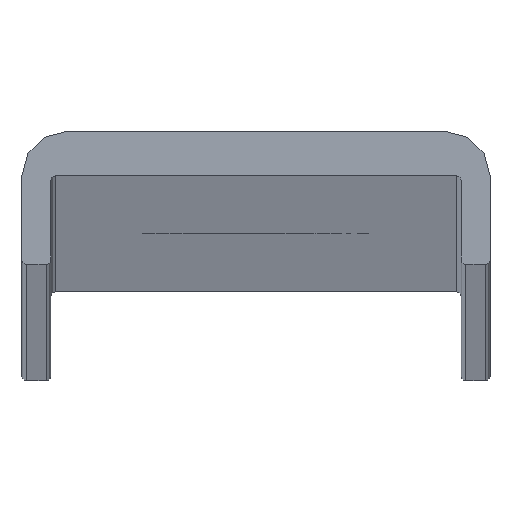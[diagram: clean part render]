
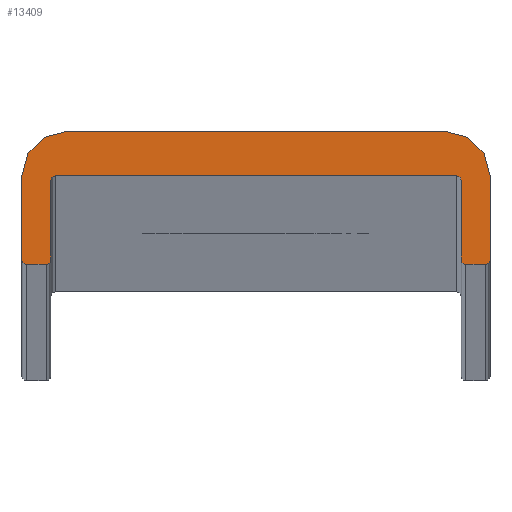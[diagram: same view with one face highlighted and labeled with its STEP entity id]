
A CAD part, top view. The second image highlights one B-rep face of the part: STEP entity #13409.
In plain terms, the highlighted planar face has unit normal (0, 0, 1).
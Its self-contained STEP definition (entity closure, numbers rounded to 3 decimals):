
#115 = VECTOR ( 'NONE', #8808, 1000. ) ;
#149 = EDGE_CURVE ( 'NONE', #14959, #2884, #18433, .T. ) ;
#177 = EDGE_CURVE ( 'NONE', #4951, #4972, #6331, .T. ) ;
#253 = EDGE_CURVE ( 'NONE', #5118, #1925, #2052, .T. ) ;
#318 = DIRECTION ( 'NONE',  ( -1., 0., 0. ) ) ;
#447 = CARTESIAN_POINT ( 'NONE',  ( 10.35, 0.2, 1500. ) ) ;
#463 = CIRCLE ( 'NONE', #17344, 0.2 ) ;
#590 = CARTESIAN_POINT ( 'NONE',  ( -9.45, 0.2, 1500. ) ) ;
#605 = CARTESIAN_POINT ( 'NONE',  ( 9.05, 4., 1500. ) ) ;
#622 = AXIS2_PLACEMENT_3D ( 'NONE', #6109, #9024, #14535 ) ;
#1001 = CARTESIAN_POINT ( 'NONE',  ( -9.25, 3.8, 1500. ) ) ;
#1156 = VECTOR ( 'NONE', #2932, 1000. ) ;
#1352 = ORIENTED_EDGE ( 'NONE', *, *, #12934, .T. ) ;
#1462 = DIRECTION ( 'NONE',  ( 1., 0., 0. ) ) ;
#1523 = CARTESIAN_POINT ( 'NONE',  ( -9.05, 4., 1500. ) ) ;
#1704 = DIRECTION ( 'NONE',  ( 1., 0., 0. ) ) ;
#1743 = DIRECTION ( 'NONE',  ( 0., 0., 1. ) ) ;
#1925 = VERTEX_POINT ( 'NONE', #13655 ) ;
#2052 = CIRCLE ( 'NONE', #4842, 0.2 ) ;
#2229 = VECTOR ( 'NONE', #2700, 1000. ) ;
#2309 = DIRECTION ( 'NONE',  ( 0., 0., -1. ) ) ;
#2700 = DIRECTION ( 'NONE',  ( 0., 1., 0. ) ) ;
#2810 = CARTESIAN_POINT ( 'NONE',  ( -8.55, 6., 1500. ) ) ;
#2884 = VERTEX_POINT ( 'NONE', #14134 ) ;
#2892 = CARTESIAN_POINT ( 'NONE',  ( -10.55, 0.2, 1500. ) ) ;
#2932 = DIRECTION ( 'NONE',  ( -1., 0., 0. ) ) ;
#3362 = LINE ( 'NONE', #11564, #16049 ) ;
#3548 = CARTESIAN_POINT ( 'NONE',  ( -9.25, 0.2, 1500. ) ) ;
#3666 = DIRECTION ( 'NONE',  ( 1., 0., 0. ) ) ;
#3734 = CARTESIAN_POINT ( 'NONE',  ( 9.25, 3.8, 1500. ) ) ;
#3777 = CARTESIAN_POINT ( 'NONE',  ( -9.45, 0., 1500. ) ) ;
#3823 = DIRECTION ( 'NONE',  ( 0., 1., 0. ) ) ;
#3836 = ORIENTED_EDGE ( 'NONE', *, *, #17322, .T. ) ;
#3961 = CARTESIAN_POINT ( 'NONE',  ( 9.05, 3.8, 1500. ) ) ;
#4267 = EDGE_CURVE ( 'NONE', #2884, #17352, #12093, .T. ) ;
#4566 = VERTEX_POINT ( 'NONE', #5177 ) ;
#4758 = VERTEX_POINT ( 'NONE', #18320 ) ;
#4842 = AXIS2_PLACEMENT_3D ( 'NONE', #3961, #12343, #8198 ) ;
#4951 = VERTEX_POINT ( 'NONE', #7460 ) ;
#4957 = ORIENTED_EDGE ( 'NONE', *, *, #10443, .T. ) ;
#4959 = EDGE_CURVE ( 'NONE', #10720, #13565, #17633, .T. ) ;
#4972 = VERTEX_POINT ( 'NONE', #7337 ) ;
#5118 = VERTEX_POINT ( 'NONE', #605 ) ;
#5142 = AXIS2_PLACEMENT_3D ( 'NONE', #12357, #5163, #3666 ) ;
#5150 = LINE ( 'NONE', #18227, #2229 ) ;
#5163 = DIRECTION ( 'NONE',  ( 0., 0., 1. ) ) ;
#5170 = ORIENTED_EDGE ( 'NONE', *, *, #4267, .T. ) ;
#5177 = CARTESIAN_POINT ( 'NONE',  ( -10.55, 4., 1500. ) ) ;
#5412 = ORIENTED_EDGE ( 'NONE', *, *, #149, .T. ) ;
#5551 = EDGE_CURVE ( 'NONE', #7589, #13245, #463, .T. ) ;
#5558 = DIRECTION ( 'NONE',  ( 0., -1., 0. ) ) ;
#5794 = EDGE_CURVE ( 'NONE', #4972, #14959, #3362, .T. ) ;
#5842 = VECTOR ( 'NONE', #5558, 1000. ) ;
#6109 = CARTESIAN_POINT ( 'NONE',  ( 9.45, 0.2, 1500. ) ) ;
#6331 = CIRCLE ( 'NONE', #622, 0.2 ) ;
#6391 = VECTOR ( 'NONE', #1462, 1000. ) ;
#6814 = CARTESIAN_POINT ( 'NONE',  ( -10.55, 0.2, 1500. ) ) ;
#6829 = CARTESIAN_POINT ( 'NONE',  ( -9.05, 3.8, 1500. ) ) ;
#6987 = EDGE_CURVE ( 'NONE', #13245, #7024, #5150, .T. ) ;
#6989 = VECTOR ( 'NONE', #3823, 1000. ) ;
#7024 = VERTEX_POINT ( 'NONE', #1001 ) ;
#7337 = CARTESIAN_POINT ( 'NONE',  ( 9.45, 0., 1500. ) ) ;
#7460 = CARTESIAN_POINT ( 'NONE',  ( 9.25, 0.2, 1500. ) ) ;
#7514 = CARTESIAN_POINT ( 'NONE',  ( 8.55, 4., 1500. ) ) ;
#7589 = VERTEX_POINT ( 'NONE', #3777 ) ;
#7956 = ORIENTED_EDGE ( 'NONE', *, *, #5794, .T. ) ;
#8088 = LINE ( 'NONE', #2810, #1156 ) ;
#8108 = ORIENTED_EDGE ( 'NONE', *, *, #253, .T. ) ;
#8187 = CARTESIAN_POINT ( 'NONE',  ( 10.55, 4., 1500. ) ) ;
#8198 = DIRECTION ( 'NONE',  ( 1., 0., 0. ) ) ;
#8310 = AXIS2_PLACEMENT_3D ( 'NONE', #447, #11799, #1704 ) ;
#8462 = ORIENTED_EDGE ( 'NONE', *, *, #5551, .T. ) ;
#8548 = CARTESIAN_POINT ( 'NONE',  ( -10.35, 0., 1500. ) ) ;
#8614 = ORIENTED_EDGE ( 'NONE', *, *, #13031, .T. ) ;
#8808 = DIRECTION ( 'NONE',  ( 1., 0., 0. ) ) ;
#8929 = ORIENTED_EDGE ( 'NONE', *, *, #4959, .T. ) ;
#9024 = DIRECTION ( 'NONE',  ( 0., 0., 1. ) ) ;
#9229 = EDGE_CURVE ( 'NONE', #17944, #5118, #13698, .T. ) ;
#9366 = ORIENTED_EDGE ( 'NONE', *, *, #14958, .T. ) ;
#10032 = ORIENTED_EDGE ( 'NONE', *, *, #9229, .T. ) ;
#10066 = DIRECTION ( 'NONE',  ( 1., 0., 0. ) ) ;
#10410 = DIRECTION ( 'NONE',  ( -1., 0., 0. ) ) ;
#10443 = EDGE_CURVE ( 'NONE', #1925, #4951, #18328, .T. ) ;
#10529 = EDGE_CURVE ( 'NONE', #14509, #4566, #12564, .T. ) ;
#10586 = DIRECTION ( 'NONE',  ( 0., 0., 1. ) ) ;
#10720 = VERTEX_POINT ( 'NONE', #2892 ) ;
#11028 = VECTOR ( 'NONE', #18065, 1000. ) ;
#11200 = CARTESIAN_POINT ( 'NONE',  ( -10.35, 0., 1500. ) ) ;
#11313 = LINE ( 'NONE', #6814, #5842 ) ;
#11564 = CARTESIAN_POINT ( 'NONE',  ( 9.45, 0., 1500. ) ) ;
#11799 = DIRECTION ( 'NONE',  ( 0., 0., 1. ) ) ;
#11948 = LINE ( 'NONE', #8548, #115 ) ;
#12044 = AXIS2_PLACEMENT_3D ( 'NONE', #6829, #2309, #13803 ) ;
#12093 = LINE ( 'NONE', #8187, #6989 ) ;
#12343 = DIRECTION ( 'NONE',  ( 0., 0., -1. ) ) ;
#12357 = CARTESIAN_POINT ( 'NONE',  ( -8.55, 4., 1500. ) ) ;
#12551 = ORIENTED_EDGE ( 'NONE', *, *, #10529, .T. ) ;
#12564 = CIRCLE ( 'NONE', #5142, 2. ) ;
#12934 = EDGE_CURVE ( 'NONE', #7024, #17944, #15633, .T. ) ;
#13031 = EDGE_CURVE ( 'NONE', #4758, #14509, #8088, .T. ) ;
#13188 = DIRECTION ( 'NONE',  ( 0., 0., -1. ) ) ;
#13245 = VERTEX_POINT ( 'NONE', #3548 ) ;
#13396 = FACE_OUTER_BOUND ( 'NONE', #17659, .T. ) ;
#13406 = CARTESIAN_POINT ( 'NONE',  ( -9.05, 4., 1500. ) ) ;
#13409 = ADVANCED_FACE ( 'NONE', ( #13396 ), #16105, .F. ) ;
#13565 = VERTEX_POINT ( 'NONE', #11200 ) ;
#13655 = CARTESIAN_POINT ( 'NONE',  ( 9.25, 3.8, 1500. ) ) ;
#13698 = LINE ( 'NONE', #1523, #6391 ) ;
#13756 = ORIENTED_EDGE ( 'NONE', *, *, #15156, .T. ) ;
#13764 = ORIENTED_EDGE ( 'NONE', *, *, #6987, .T. ) ;
#13803 = DIRECTION ( 'NONE',  ( 1., 0., 0. ) ) ;
#14134 = CARTESIAN_POINT ( 'NONE',  ( 10.55, 0.2, 1500. ) ) ;
#14429 = CARTESIAN_POINT ( 'NONE',  ( 10.35, 0., 1500. ) ) ;
#14509 = VERTEX_POINT ( 'NONE', #17126 ) ;
#14535 = DIRECTION ( 'NONE',  ( -1., 0., 0. ) ) ;
#14567 = ORIENTED_EDGE ( 'NONE', *, *, #177, .T. ) ;
#14673 = AXIS2_PLACEMENT_3D ( 'NONE', #7514, #13188, #10410 ) ;
#14703 = DIRECTION ( 'NONE',  ( 0., 0., 1. ) ) ;
#14913 = DIRECTION ( 'NONE',  ( 1., 0., 0. ) ) ;
#14958 = EDGE_CURVE ( 'NONE', #13565, #7589, #11948, .T. ) ;
#14959 = VERTEX_POINT ( 'NONE', #14429 ) ;
#15156 = EDGE_CURVE ( 'NONE', #4566, #10720, #11313, .T. ) ;
#15633 = CIRCLE ( 'NONE', #12044, 0.2 ) ;
#15825 = CARTESIAN_POINT ( 'NONE',  ( -10.35, 0.2, 1500. ) ) ;
#16049 = VECTOR ( 'NONE', #10066, 1000. ) ;
#16075 = DIRECTION ( 'NONE',  ( -1., 0., 0. ) ) ;
#16105 = PLANE ( 'NONE',  #14673 ) ;
#16196 = CARTESIAN_POINT ( 'NONE',  ( 10.55, 4., 1500. ) ) ;
#16288 = AXIS2_PLACEMENT_3D ( 'NONE', #17559, #14703, #16075 ) ;
#16395 = AXIS2_PLACEMENT_3D ( 'NONE', #15825, #1743, #318 ) ;
#16609 = CIRCLE ( 'NONE', #16288, 2. ) ;
#17126 = CARTESIAN_POINT ( 'NONE',  ( -8.55, 6., 1500. ) ) ;
#17322 = EDGE_CURVE ( 'NONE', #17352, #4758, #16609, .T. ) ;
#17344 = AXIS2_PLACEMENT_3D ( 'NONE', #590, #10586, #14913 ) ;
#17352 = VERTEX_POINT ( 'NONE', #16196 ) ;
#17559 = CARTESIAN_POINT ( 'NONE',  ( 8.55, 4., 1500. ) ) ;
#17633 = CIRCLE ( 'NONE', #16395, 0.2 ) ;
#17659 = EDGE_LOOP ( 'NONE', ( #3836, #8614, #12551, #13756, #8929, #9366, #8462, #13764, #1352, #10032, #8108, #4957, #14567, #7956, #5412, #5170 ) ) ;
#17944 = VERTEX_POINT ( 'NONE', #13406 ) ;
#18065 = DIRECTION ( 'NONE',  ( 0., -1., 0. ) ) ;
#18227 = CARTESIAN_POINT ( 'NONE',  ( -9.25, 0.2, 1500. ) ) ;
#18320 = CARTESIAN_POINT ( 'NONE',  ( 8.55, 6., 1500. ) ) ;
#18328 = LINE ( 'NONE', #3734, #11028 ) ;
#18433 = CIRCLE ( 'NONE', #8310, 0.2 ) ;
